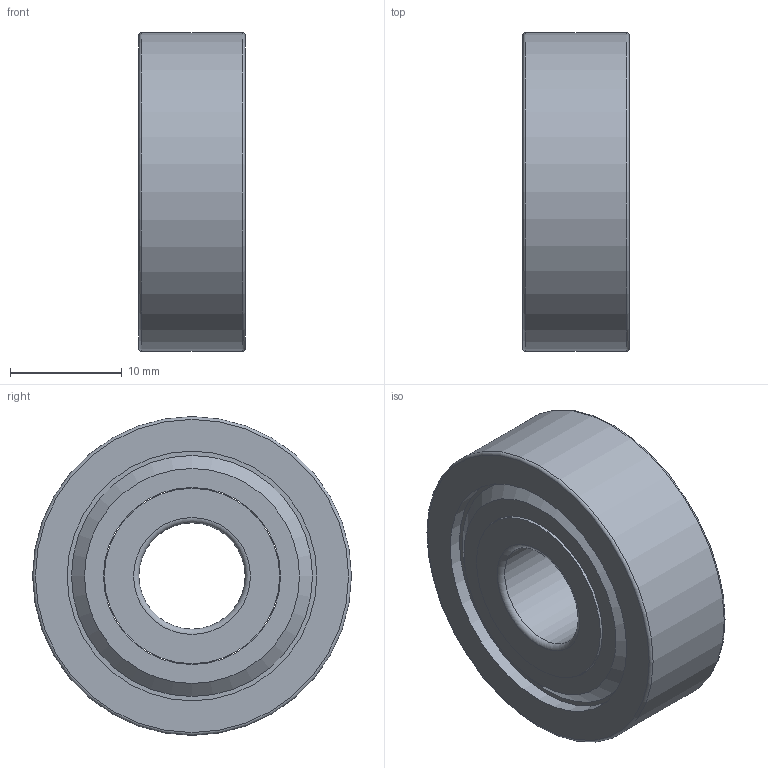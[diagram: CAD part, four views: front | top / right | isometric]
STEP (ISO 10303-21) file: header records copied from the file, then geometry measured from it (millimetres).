
FILE_DESCRIPTION(/* description */ (''),/* implementation_level */ '2;1');
FILE_NAME(/* name */ 'DBK_1614ZZBearing_am-0209.ipt.step',/* time_stamp */ '2014-01-01T17:21:51-08:00',/* author */ ('Autodesk Inc.'),/* organization */ ('Autodesk Inc.'),/* preprocessor_version */ 'ST-DEVELOPER v15.2',/* originating_system */ 'Autodesk Inventor 2014',/* authorisation */ '');
FILE_SCHEMA (('CONFIG_CONTROL_DESIGN','AUTOMOTIVE_DESIGN { 1 0 10303 214 3 1 1 }'));
Length unit declared in the file: inch
Products named in the file (1): DBK_1614ZZBearing_am-0209
Bounding box: 9.53 x 28.57 x 28.57 mm (x, y, z)
Volume: 4124.2 mm3; surface area: 4522 mm2
Topology: 10 solids, 10 shells, 36 faces, 71 edges, 45 vertices
Faces by surface type: cylinder 10, plane 10, sphere 8, torus 6, cone 2
Full cylindrical faces by diameter (mm): 9.525 x1, 15.716 x2, 15.873 x2, 22.384 x4, 28.575 x1
Entity records: 778 total; most frequent: DIRECTION 146, CARTESIAN_POINT 117, AXIS2_PLACEMENT_3D 73, ORIENTED_EDGE 72, EDGE_LOOP 64, VERTEX_POINT 44, CIRCLE 36, EDGE_CURVE 36
